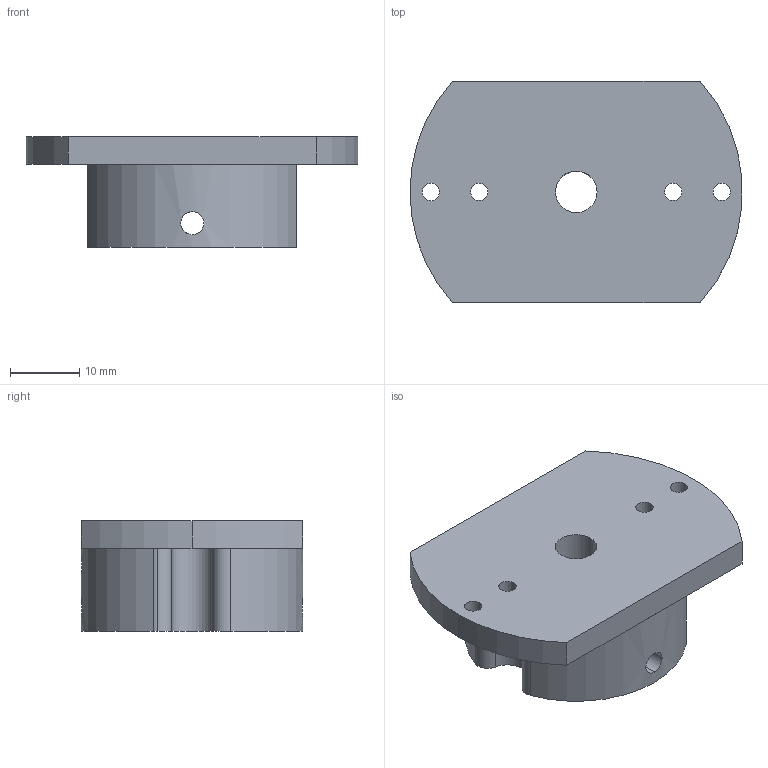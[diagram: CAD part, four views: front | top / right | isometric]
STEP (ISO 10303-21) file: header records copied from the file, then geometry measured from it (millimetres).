
FILE_DESCRIPTION (( 'STEP AP203' ), '1' );
FILE_NAME ('J6 gripper mount.STEP', '2017-06-28T00:49:30', ( '' ), ( '' ), 'SwSTEP 2.0', 'SolidWorks 2016', '' );
FILE_SCHEMA (( 'CONFIG_CONTROL_DESIGN' ));
Length unit declared in the file: millimetre
Products named in the file (1): J6 gripper mount
Bounding box: 47.92 x 32 x 16 mm (x, y, z)
Volume: 13750.7 mm3; surface area: 5381.1 mm2
Topology: 1 solids, 1 shells, 36 faces, 100 edges, 66 vertices
Faces by surface type: cylinder 30, plane 6
Entity records: 1581 total; most frequent: CARTESIAN_POINT 521, DIRECTION 212, ORIENTED_EDGE 200, EDGE_CURVE 100, AXIS2_PLACEMENT_3D 87, VERTEX_POINT 66, EDGE_LOOP 52, CIRCLE 50
